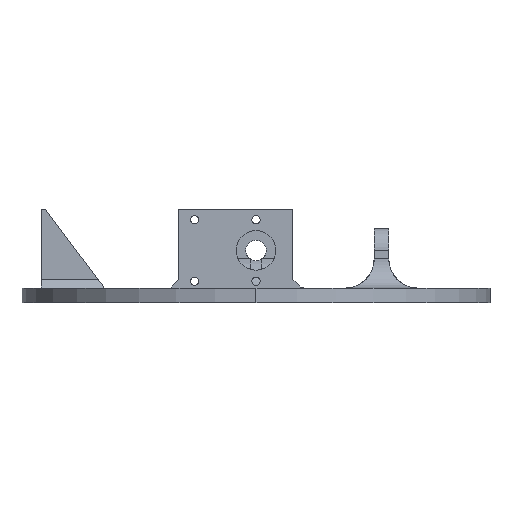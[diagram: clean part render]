
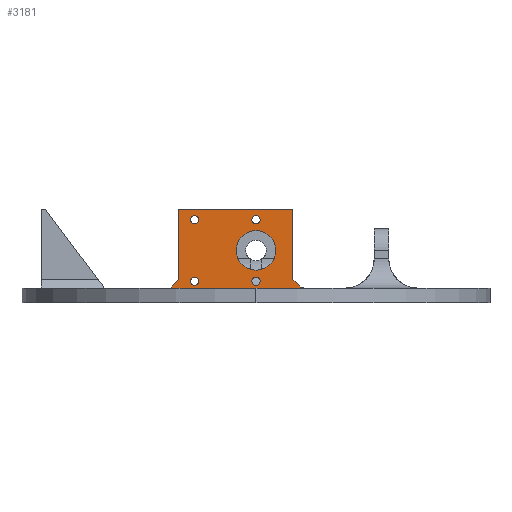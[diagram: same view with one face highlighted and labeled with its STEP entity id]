
A CAD part, left-side view. The second image highlights one B-rep face of the part: STEP entity #3181.
In plain terms, the highlighted planar face has unit normal (-1, 0, 0).
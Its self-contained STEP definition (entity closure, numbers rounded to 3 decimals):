
#18 = CARTESIAN_POINT ( 'NONE',  ( -73.5, -12.6, 6. ) ) ;
#31 = CARTESIAN_POINT ( 'NONE',  ( -73.5, -12.6, 3. ) ) ;
#51 = EDGE_CURVE ( 'NONE', #2015, #1158, #2583, .T. ) ;
#123 = AXIS2_PLACEMENT_3D ( 'NONE', #756, #3109, #2903 ) ;
#166 = AXIS2_PLACEMENT_3D ( 'NONE', #3157, #1291, #276 ) ;
#191 = VERTEX_POINT ( 'NONE', #637 ) ;
#201 = CARTESIAN_POINT ( 'NONE',  ( -73.5, 21., 4. ) ) ;
#239 = CARTESIAN_POINT ( 'NONE',  ( -73.5, 21., 26.4 ) ) ;
#244 = CIRCLE ( 'NONE', #123, 1.4 ) ;
#271 = VERTEX_POINT ( 'NONE', #425 ) ;
#274 = EDGE_CURVE ( 'NONE', #1558, #882, #1350, .T. ) ;
#276 = DIRECTION ( 'NONE',  ( 0., 0., -1. ) ) ;
#320 = VERTEX_POINT ( 'NONE', #3108 ) ;
#348 = ORIENTED_EDGE ( 'NONE', *, *, #1256, .T. ) ;
#370 = CARTESIAN_POINT ( 'NONE',  ( -73.5, -12.6, 32. ) ) ;
#371 = EDGE_LOOP ( 'NONE', ( #914, #1232 ) ) ;
#425 = CARTESIAN_POINT ( 'NONE',  ( -73.5, 26.4, 30. ) ) ;
#438 = ORIENTED_EDGE ( 'NONE', *, *, #467, .T. ) ;
#451 = DIRECTION ( 'NONE',  ( 1., 0., 0. ) ) ;
#467 = EDGE_CURVE ( 'NONE', #1158, #2015, #1892, .T. ) ;
#482 = EDGE_CURVE ( 'NONE', #882, #1558, #3123, .T. ) ;
#501 = VERTEX_POINT ( 'NONE', #201 ) ;
#513 = CARTESIAN_POINT ( 'NONE',  ( -73.5, 29.4, 3. ) ) ;
#533 = FACE_BOUND ( 'NONE', #371, .T. ) ;
#535 = ORIENTED_EDGE ( 'NONE', *, *, #3389, .F. ) ;
#551 = EDGE_CURVE ( 'NONE', #2672, #2107, #858, .T. ) ;
#553 = VERTEX_POINT ( 'NONE', #1422 ) ;
#563 = DIRECTION ( 'NONE',  ( 0., 1., 0. ) ) ;
#566 = FACE_BOUND ( 'NONE', #3280, .T. ) ;
#571 = LINE ( 'NONE', #18, #2982 ) ;
#611 = VERTEX_POINT ( 'NONE', #2587 ) ;
#613 = DIRECTION ( 'NONE',  ( 0., 0., -1. ) ) ;
#625 = CARTESIAN_POINT ( 'NONE',  ( -73.5, -12.6, 30. ) ) ;
#631 = LINE ( 'NONE', #370, #2427 ) ;
#637 = CARTESIAN_POINT ( 'NONE',  ( -73.5, 21., 6.8 ) ) ;
#667 = CIRCLE ( 'NONE', #166, 1.4 ) ;
#669 = LINE ( 'NONE', #625, #2601 ) ;
#696 = DIRECTION ( 'NONE',  ( 0., 0., -1. ) ) ;
#701 = DIRECTION ( 'NONE',  ( 0., 0., 1. ) ) ;
#756 = CARTESIAN_POINT ( 'NONE',  ( -73.5, 21., 5.4 ) ) ;
#764 = ORIENTED_EDGE ( 'NONE', *, *, #3101, .T. ) ;
#765 = EDGE_LOOP ( 'NONE', ( #1380, #438 ) ) ;
#772 = PLANE ( 'NONE',  #2436 ) ;
#831 = AXIS2_PLACEMENT_3D ( 'NONE', #3410, #2108, #1051 ) ;
#835 = AXIS2_PLACEMENT_3D ( 'NONE', #3063, #451, #696 ) ;
#858 = LINE ( 'NONE', #31, #1561 ) ;
#882 = VERTEX_POINT ( 'NONE', #1449 ) ;
#914 = ORIENTED_EDGE ( 'NONE', *, *, #1544, .T. ) ;
#935 = CARTESIAN_POINT ( 'NONE',  ( -73.5, 21., 25. ) ) ;
#940 = DIRECTION ( 'NONE',  ( 0., 0., -1. ) ) ;
#946 = EDGE_CURVE ( 'NONE', #553, #320, #667, .T. ) ;
#971 = EDGE_LOOP ( 'NONE', ( #3090, #2480, #1603, #1987, #535, #1571 ) ) ;
#999 = CARTESIAN_POINT ( 'NONE',  ( -73.5, 26.4, 6. ) ) ;
#1036 = DIRECTION ( 'NONE',  ( 1., 0., 0. ) ) ;
#1042 = ORIENTED_EDGE ( 'NONE', *, *, #946, .T. ) ;
#1047 = DIRECTION ( 'NONE',  ( 1., 0., 0. ) ) ;
#1051 = DIRECTION ( 'NONE',  ( 0., 0., -1. ) ) ;
#1058 = CARTESIAN_POINT ( 'NONE',  ( -73.5, 29.4, 3. ) ) ;
#1096 = AXIS2_PLACEMENT_3D ( 'NONE', #239, #1036, #1265 ) ;
#1158 = VERTEX_POINT ( 'NONE', #1389 ) ;
#1190 = CARTESIAN_POINT ( 'NONE',  ( -73.5, 21., 26.4 ) ) ;
#1197 = EDGE_LOOP ( 'NONE', ( #348, #764 ) ) ;
#1232 = ORIENTED_EDGE ( 'NONE', *, *, #2512, .T. ) ;
#1241 = AXIS2_PLACEMENT_3D ( 'NONE', #1190, #2278, #3392 ) ;
#1256 = EDGE_CURVE ( 'NONE', #501, #191, #2195, .T. ) ;
#1263 = LINE ( 'NONE', #3106, #2767 ) ;
#1265 = DIRECTION ( 'NONE',  ( 0., 0., -1. ) ) ;
#1291 = DIRECTION ( 'NONE',  ( 1., 0., 0. ) ) ;
#1301 = EDGE_CURVE ( 'NONE', #3359, #2107, #1607, .T. ) ;
#1334 = DIRECTION ( 'NONE',  ( 0., 0.707, -0.707 ) ) ;
#1350 = CIRCLE ( 'NONE', #1241, 1.4 ) ;
#1380 = ORIENTED_EDGE ( 'NONE', *, *, #51, .T. ) ;
#1389 = CARTESIAN_POINT ( 'NONE',  ( -73.5, 0., 6.8 ) ) ;
#1391 = VERTEX_POINT ( 'NONE', #2117 ) ;
#1422 = CARTESIAN_POINT ( 'NONE',  ( -73.5, 0., 27.8 ) ) ;
#1449 = CARTESIAN_POINT ( 'NONE',  ( -73.5, 21., 27.8 ) ) ;
#1459 = CIRCLE ( 'NONE', #2697, 1.4 ) ;
#1490 = CARTESIAN_POINT ( 'NONE',  ( -73.5, 0., 4. ) ) ;
#1544 = EDGE_CURVE ( 'NONE', #1391, #1598, #1795, .T. ) ;
#1558 = VERTEX_POINT ( 'NONE', #935 ) ;
#1561 = VECTOR ( 'NONE', #563, 1000. ) ;
#1571 = ORIENTED_EDGE ( 'NONE', *, *, #1301, .T. ) ;
#1598 = VERTEX_POINT ( 'NONE', #2040 ) ;
#1603 = ORIENTED_EDGE ( 'NONE', *, *, #1882, .T. ) ;
#1607 = LINE ( 'NONE', #513, #2858 ) ;
#1608 = DIRECTION ( 'NONE',  ( 0., 0., -1. ) ) ;
#1613 = CARTESIAN_POINT ( 'NONE',  ( -73.5, 0., 15.9 ) ) ;
#1622 = DIRECTION ( 'NONE',  ( 0., 0., 1. ) ) ;
#1641 = CARTESIAN_POINT ( 'NONE',  ( -73.5, -12.6, 32. ) ) ;
#1652 = CARTESIAN_POINT ( 'NONE',  ( -73.5, -12.6, 6. ) ) ;
#1657 = FACE_OUTER_BOUND ( 'NONE', #971, .T. ) ;
#1660 = DIRECTION ( 'NONE',  ( 1., 0., 0. ) ) ;
#1687 = AXIS2_PLACEMENT_3D ( 'NONE', #1613, #1660, #2683 ) ;
#1741 = DIRECTION ( 'NONE',  ( 0., -1., 0. ) ) ;
#1773 = DIRECTION ( 'NONE',  ( 1., 0., 0. ) ) ;
#1795 = CIRCLE ( 'NONE', #835, 6.75 ) ;
#1823 = VERTEX_POINT ( 'NONE', #1652 ) ;
#1874 = EDGE_CURVE ( 'NONE', #320, #553, #1459, .T. ) ;
#1882 = EDGE_CURVE ( 'NONE', #1823, #611, #631, .T. ) ;
#1892 = CIRCLE ( 'NONE', #3014, 1.4 ) ;
#1982 = ORIENTED_EDGE ( 'NONE', *, *, #482, .T. ) ;
#1987 = ORIENTED_EDGE ( 'NONE', *, *, #3017, .F. ) ;
#2015 = VERTEX_POINT ( 'NONE', #1490 ) ;
#2040 = CARTESIAN_POINT ( 'NONE',  ( -73.5, 0., 22.65 ) ) ;
#2107 = VERTEX_POINT ( 'NONE', #1058 ) ;
#2108 = DIRECTION ( 'NONE',  ( 1., 0., 0. ) ) ;
#2117 = CARTESIAN_POINT ( 'NONE',  ( -73.5, 0., 9.15 ) ) ;
#2195 = CIRCLE ( 'NONE', #2969, 1.4 ) ;
#2278 = DIRECTION ( 'NONE',  ( 1., 0., 0. ) ) ;
#2363 = CARTESIAN_POINT ( 'NONE',  ( -73.5, 21., 5.4 ) ) ;
#2422 = DIRECTION ( 'NONE',  ( -1., 0., 0. ) ) ;
#2427 = VECTOR ( 'NONE', #2531, 1000. ) ;
#2436 = AXIS2_PLACEMENT_3D ( 'NONE', #1641, #2422, #1622 ) ;
#2443 = DIRECTION ( 'NONE',  ( 0., 0.707, 0.707 ) ) ;
#2467 = CARTESIAN_POINT ( 'NONE',  ( -73.5, -15.6, 3. ) ) ;
#2480 = ORIENTED_EDGE ( 'NONE', *, *, #2522, .T. ) ;
#2512 = EDGE_CURVE ( 'NONE', #1598, #1391, #2657, .T. ) ;
#2522 = EDGE_CURVE ( 'NONE', #2672, #1823, #571, .T. ) ;
#2526 = ORIENTED_EDGE ( 'NONE', *, *, #1874, .T. ) ;
#2531 = DIRECTION ( 'NONE',  ( 0., 0., 1. ) ) ;
#2583 = CIRCLE ( 'NONE', #831, 1.4 ) ;
#2587 = CARTESIAN_POINT ( 'NONE',  ( -73.5, -12.6, 30. ) ) ;
#2601 = VECTOR ( 'NONE', #1741, 1000. ) ;
#2628 = CARTESIAN_POINT ( 'NONE',  ( -73.5, 0., 5.4 ) ) ;
#2657 = CIRCLE ( 'NONE', #1687, 6.75 ) ;
#2672 = VERTEX_POINT ( 'NONE', #2467 ) ;
#2683 = DIRECTION ( 'NONE',  ( 0., 0., -1. ) ) ;
#2697 = AXIS2_PLACEMENT_3D ( 'NONE', #3015, #2761, #613 ) ;
#2761 = DIRECTION ( 'NONE',  ( 1., 0., 0. ) ) ;
#2767 = VECTOR ( 'NONE', #701, 1000. ) ;
#2858 = VECTOR ( 'NONE', #1334, 1000. ) ;
#2895 = EDGE_LOOP ( 'NONE', ( #3479, #1982 ) ) ;
#2903 = DIRECTION ( 'NONE',  ( 0., 0., -1. ) ) ;
#2968 = FACE_BOUND ( 'NONE', #1197, .T. ) ;
#2969 = AXIS2_PLACEMENT_3D ( 'NONE', #2363, #1773, #940 ) ;
#2982 = VECTOR ( 'NONE', #2443, 1000. ) ;
#3014 = AXIS2_PLACEMENT_3D ( 'NONE', #2628, #1047, #1608 ) ;
#3015 = CARTESIAN_POINT ( 'NONE',  ( -73.5, 0., 26.4 ) ) ;
#3017 = EDGE_CURVE ( 'NONE', #271, #611, #669, .T. ) ;
#3063 = CARTESIAN_POINT ( 'NONE',  ( -73.5, 0., 15.9 ) ) ;
#3090 = ORIENTED_EDGE ( 'NONE', *, *, #551, .F. ) ;
#3101 = EDGE_CURVE ( 'NONE', #191, #501, #244, .T. ) ;
#3106 = CARTESIAN_POINT ( 'NONE',  ( -73.5, 26.4, 32. ) ) ;
#3108 = CARTESIAN_POINT ( 'NONE',  ( -73.5, 0., 25. ) ) ;
#3109 = DIRECTION ( 'NONE',  ( 1., 0., 0. ) ) ;
#3123 = CIRCLE ( 'NONE', #1096, 1.4 ) ;
#3157 = CARTESIAN_POINT ( 'NONE',  ( -73.5, 0., 26.4 ) ) ;
#3181 = ADVANCED_FACE ( 'NONE', ( #1657, #3243, #2968, #3457, #566, #533 ), #772, .T. ) ;
#3243 = FACE_BOUND ( 'NONE', #2895, .T. ) ;
#3280 = EDGE_LOOP ( 'NONE', ( #2526, #1042 ) ) ;
#3359 = VERTEX_POINT ( 'NONE', #999 ) ;
#3389 = EDGE_CURVE ( 'NONE', #3359, #271, #1263, .T. ) ;
#3392 = DIRECTION ( 'NONE',  ( 0., 0., -1. ) ) ;
#3410 = CARTESIAN_POINT ( 'NONE',  ( -73.5, 0., 5.4 ) ) ;
#3457 = FACE_BOUND ( 'NONE', #765, .T. ) ;
#3479 = ORIENTED_EDGE ( 'NONE', *, *, #274, .T. ) ;
